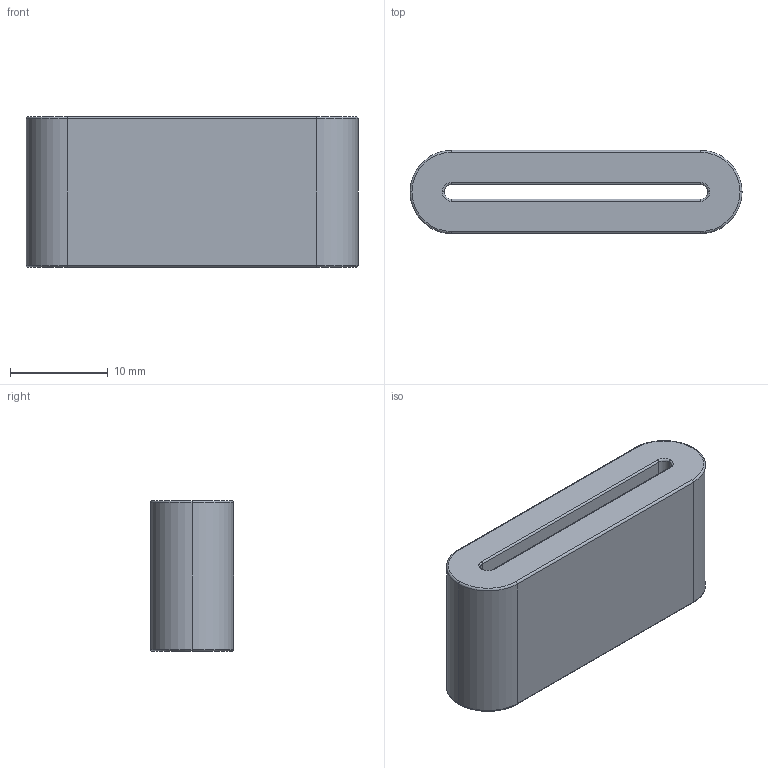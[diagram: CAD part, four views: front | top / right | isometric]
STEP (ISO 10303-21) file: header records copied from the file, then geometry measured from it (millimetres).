
FILE_DESCRIPTION (( 'STEP AP214' ), '1' );
FILE_NAME ('EC_FPL3_L34T15.4H8.5A27B1.5.STEP', '2023-11-20T17:01:10', ( '' ), ( '' ), 'SwSTEP 2.0', 'SolidWorks 2021', '' );
FILE_SCHEMA (( 'AUTOMOTIVE_DESIGN' ));
Length unit declared in the file: millimetre
Products named in the file (1): EC_FPL3_L34T15.4H8.5A27B1.5
Bounding box: 34 x 8.5 x 15.4 mm (x, y, z)
Volume: 3593.3 mm3; surface area: 2522.8 mm2
Topology: 4 solids, 4 shells, 95 faces, 237 edges, 150 vertices
Faces by surface type: plane 63, cylinder 16, torus 16
Entity records: 3278 total; most frequent: DIRECTION 485, CARTESIAN_POINT 483, ORIENTED_EDGE 474, EDGE_CURVE 237, LINE 181, VECTOR 181, AXIS2_PLACEMENT_3D 152, VERTEX_POINT 150
